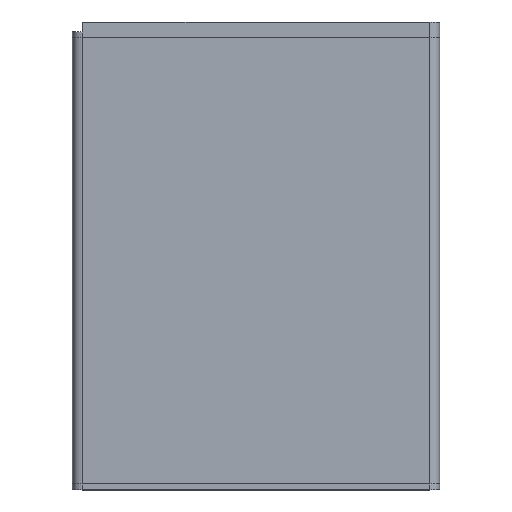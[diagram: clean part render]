
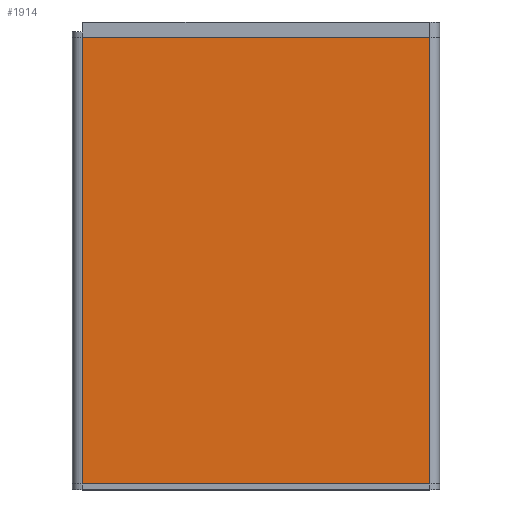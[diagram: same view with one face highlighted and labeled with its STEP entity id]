
A CAD part, top view. The second image highlights one B-rep face of the part: STEP entity #1914.
In plain terms, the highlighted planar face has unit normal (0, 0, 1).
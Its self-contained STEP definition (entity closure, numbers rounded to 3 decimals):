
#121 = DIRECTION ( 'NONE',  ( 0., 0., -1. ) ) ;
#136 = LINE ( 'NONE', #1584, #1907 ) ;
#317 = CARTESIAN_POINT ( 'NONE',  ( 21.9, 0.75, 3.25 ) ) ;
#328 = LINE ( 'NONE', #1397, #3165 ) ;
#340 = EDGE_CURVE ( 'NONE', #1950, #2216, #789, .T. ) ;
#429 = DIRECTION ( 'NONE',  ( 0., 1., 0. ) ) ;
#526 = PLANE ( 'NONE',  #899 ) ;
#547 = CARTESIAN_POINT ( 'NONE',  ( -23.15, 0.75, 3.25 ) ) ;
#677 = VECTOR ( 'NONE', #1551, 1000. ) ;
#704 = EDGE_CURVE ( 'NONE', #2216, #1026, #136, .T. ) ;
#789 = LINE ( 'NONE', #547, #677 ) ;
#899 = AXIS2_PLACEMENT_3D ( 'NONE', #1990, #121, #2148 ) ;
#1026 = VERTEX_POINT ( 'NONE', #2965 ) ;
#1095 = EDGE_CURVE ( 'NONE', #3176, #1950, #328, .T. ) ;
#1141 = EDGE_CURVE ( 'NONE', #1026, #3176, #2007, .T. ) ;
#1194 = ORIENTED_EDGE ( 'NONE', *, *, #340, .T. ) ;
#1235 = DIRECTION ( 'NONE',  ( -1., 0., 0. ) ) ;
#1391 = ORIENTED_EDGE ( 'NONE', *, *, #1141, .T. ) ;
#1397 = CARTESIAN_POINT ( 'NONE',  ( -21.9, 59., 3.25 ) ) ;
#1551 = DIRECTION ( 'NONE',  ( 1., 0., 0. ) ) ;
#1584 = CARTESIAN_POINT ( 'NONE',  ( 21.9, 59., 3.25 ) ) ;
#1690 = DIRECTION ( 'NONE',  ( 0., -1., 0. ) ) ;
#1708 = EDGE_LOOP ( 'NONE', ( #2806, #1194, #2434, #1391 ) ) ;
#1722 = CARTESIAN_POINT ( 'NONE',  ( -21.9, 0.75, 3.25 ) ) ;
#1907 = VECTOR ( 'NONE', #429, 1000. ) ;
#1908 = FACE_OUTER_BOUND ( 'NONE', #1708, .T. ) ;
#1914 = ADVANCED_FACE ( 'NONE', ( #1908 ), #526, .F. ) ;
#1950 = VERTEX_POINT ( 'NONE', #1722 ) ;
#1990 = CARTESIAN_POINT ( 'NONE',  ( -23.15, 59., 3.25 ) ) ;
#2007 = LINE ( 'NONE', #2185, #3000 ) ;
#2118 = CARTESIAN_POINT ( 'NONE',  ( -21.9, 57., 3.25 ) ) ;
#2148 = DIRECTION ( 'NONE',  ( -1., 0., 0. ) ) ;
#2185 = CARTESIAN_POINT ( 'NONE',  ( -23.15, 57., 3.25 ) ) ;
#2216 = VERTEX_POINT ( 'NONE', #317 ) ;
#2434 = ORIENTED_EDGE ( 'NONE', *, *, #704, .T. ) ;
#2806 = ORIENTED_EDGE ( 'NONE', *, *, #1095, .T. ) ;
#2965 = CARTESIAN_POINT ( 'NONE',  ( 21.9, 57., 3.25 ) ) ;
#3000 = VECTOR ( 'NONE', #1235, 1000. ) ;
#3165 = VECTOR ( 'NONE', #1690, 1000. ) ;
#3176 = VERTEX_POINT ( 'NONE', #2118 ) ;
